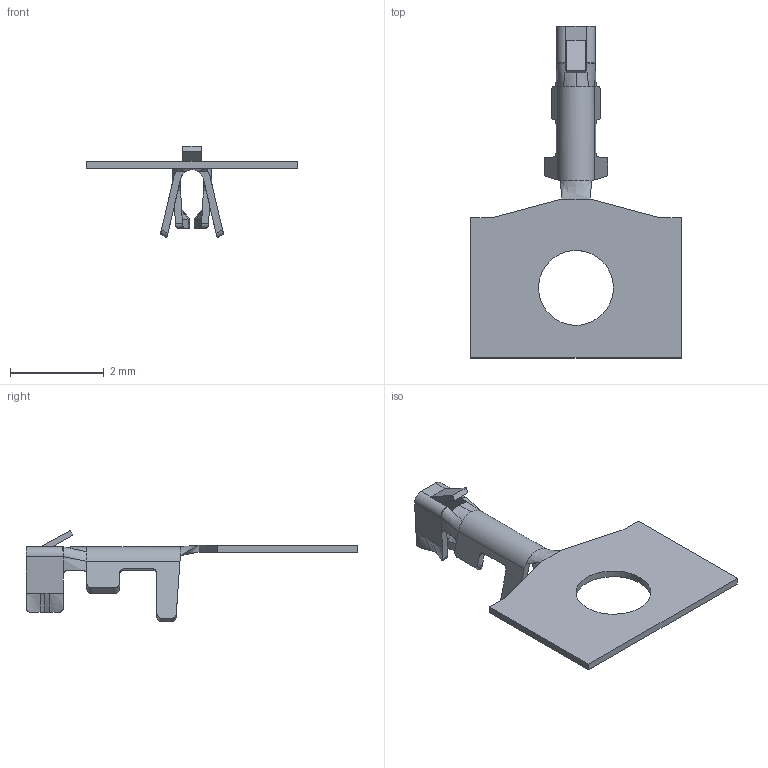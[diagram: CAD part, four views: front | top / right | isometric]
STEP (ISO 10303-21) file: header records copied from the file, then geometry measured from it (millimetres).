
FILE_DESCRIPTION(/* description */ (' '),/* implementation_level */ '2;1');
FILE_NAME(/* name */ '5630-01-2-xx.stp',/* time_stamp */ '2025-07-17T15:35:58+02:00',/* author */ ('andreas.larin'),/* organization */ (''),/* preprocessor_version */ 'ST-DEVELOPER v20',/* originating_system */ 'Autodesk Inventor 2025',/* authorisation */ '');
FILE_SCHEMA (('AUTOMOTIVE_DESIGN { 1 0 10303 214 3 1 1 }'));
Length unit declared in the file: millimetre
Products named in the file (1): 5630-01-2-xx
Bounding box: 4.5 x 7.1 x 1.95 mm (x, y, z)
Volume: 3 mm3; surface area: 45.9 mm2
Topology: 1 solids, 1 shells, 124 faces, 350 edges, 226 vertices
Faces by surface type: plane 50, bspline 45, cylinder 29
Full cylindrical faces by diameter (mm): 1.6 x1
Entity records: 5922 total; most frequent: CARTESIAN_POINT 2774, ORIENTED_EDGE 700, DIRECTION 490, EDGE_CURVE 350, VERTEX_POINT 226, LINE 224, VECTOR 224, AXIS2_PLACEMENT_3D 133
